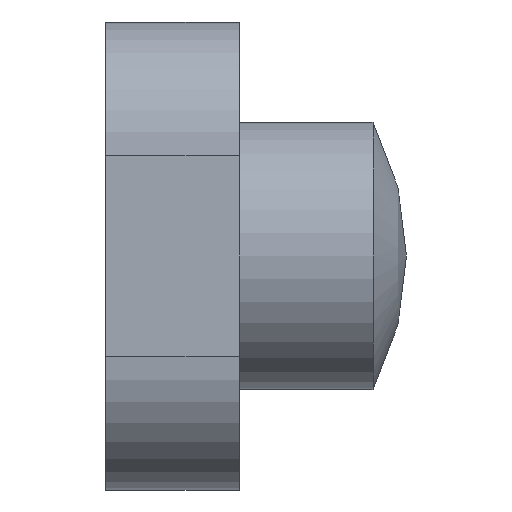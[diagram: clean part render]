
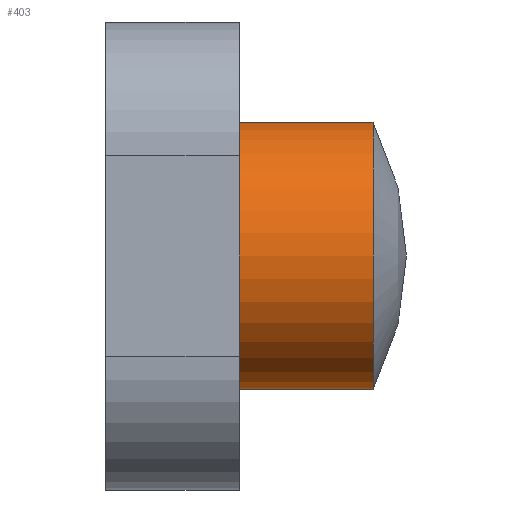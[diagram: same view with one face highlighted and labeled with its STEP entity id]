
A CAD part, left-side view. The second image highlights one B-rep face of the part: STEP entity #403.
In plain terms, the highlighted cylindrical face has radius 2 mm (diameter 4 mm), a partial arc.
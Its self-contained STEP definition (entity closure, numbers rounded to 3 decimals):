
#7 = EDGE_LOOP ( 'NONE', ( #141, #290, #409, #404 ) ) ;
#21 = EDGE_CURVE ( 'NONE', #252, #79, #45, .T. ) ;
#23 = AXIS2_PLACEMENT_3D ( 'NONE', #107, #527, #530 ) ;
#45 = CIRCLE ( 'NONE', #406, 2. ) ;
#47 = LINE ( 'NONE', #380, #508 ) ;
#54 = VERTEX_POINT ( 'NONE', #236 ) ;
#79 = VERTEX_POINT ( 'NONE', #238 ) ;
#107 = CARTESIAN_POINT ( 'NONE',  ( 0., -2., 0. ) ) ;
#129 = EDGE_CURVE ( 'NONE', #79, #215, #524, .T. ) ;
#139 = EDGE_CURVE ( 'NONE', #252, #54, #47, .T. ) ;
#141 = ORIENTED_EDGE ( 'NONE', *, *, #129, .F. ) ;
#168 = DIRECTION ( 'NONE',  ( 0., 1., 0. ) ) ;
#174 = CIRCLE ( 'NONE', #23, 2. ) ;
#189 = EDGE_CURVE ( 'NONE', #54, #215, #174, .T. ) ;
#215 = VERTEX_POINT ( 'NONE', #257 ) ;
#236 = CARTESIAN_POINT ( 'NONE',  ( 0., -2., 2. ) ) ;
#238 = CARTESIAN_POINT ( 'NONE',  ( 0., -4., -2. ) ) ;
#252 = VERTEX_POINT ( 'NONE', #432 ) ;
#257 = CARTESIAN_POINT ( 'NONE',  ( 0., -2., -2. ) ) ;
#276 = CARTESIAN_POINT ( 'NONE',  ( 0., -4., 0. ) ) ;
#283 = DIRECTION ( 'NONE',  ( 0., -1., 0. ) ) ;
#289 = DIRECTION ( 'NONE',  ( 0., 1., 0. ) ) ;
#290 = ORIENTED_EDGE ( 'NONE', *, *, #21, .F. ) ;
#315 = CARTESIAN_POINT ( 'NONE',  ( 0., -4., 0. ) ) ;
#317 = CARTESIAN_POINT ( 'NONE',  ( 0., -4., -2. ) ) ;
#380 = CARTESIAN_POINT ( 'NONE',  ( 0., -4., 2. ) ) ;
#400 = CYLINDRICAL_SURFACE ( 'NONE', #468, 2. ) ;
#403 = ADVANCED_FACE ( 'NONE', ( #496 ), #400, .T. ) ;
#404 = ORIENTED_EDGE ( 'NONE', *, *, #189, .T. ) ;
#406 = AXIS2_PLACEMENT_3D ( 'NONE', #276, #283, #421 ) ;
#409 = ORIENTED_EDGE ( 'NONE', *, *, #139, .T. ) ;
#421 = DIRECTION ( 'NONE',  ( 0., 0., -1. ) ) ;
#432 = CARTESIAN_POINT ( 'NONE',  ( 0., -4., 2. ) ) ;
#468 = AXIS2_PLACEMENT_3D ( 'NONE', #315, #168, #510 ) ;
#478 = VECTOR ( 'NONE', #562, 1000. ) ;
#496 = FACE_OUTER_BOUND ( 'NONE', #7, .T. ) ;
#508 = VECTOR ( 'NONE', #289, 1000. ) ;
#510 = DIRECTION ( 'NONE',  ( 0., 0., 1. ) ) ;
#524 = LINE ( 'NONE', #317, #478 ) ;
#527 = DIRECTION ( 'NONE',  ( 0., -1., 0. ) ) ;
#530 = DIRECTION ( 'NONE',  ( 0., 0., -1. ) ) ;
#562 = DIRECTION ( 'NONE',  ( 0., 1., 0. ) ) ;
